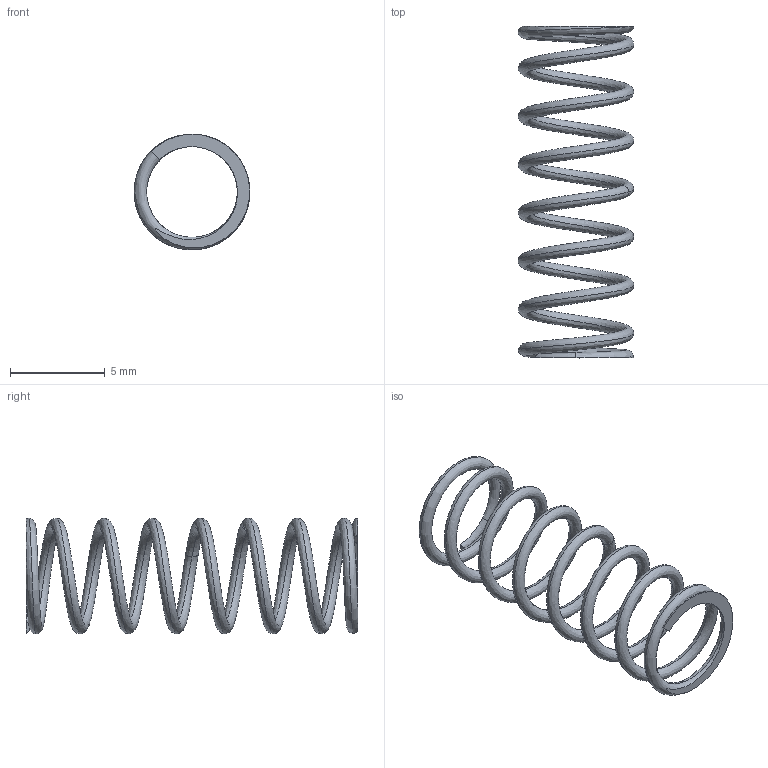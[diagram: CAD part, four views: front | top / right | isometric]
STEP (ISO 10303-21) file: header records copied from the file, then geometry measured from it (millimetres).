
FILE_DESCRIPTION (( 'STEP AP214' ), '1' );
FILE_NAME ('LeeSpring-LC 026C 06 M.step', '2022-09-20T18:54:15', ( '' ), ( '' ), 'SwSTEP 2.0', 'SolidWorks 2022', '' );
FILE_SCHEMA (( 'AUTOMOTIVE_DESIGN' ));
Length unit declared in the file: inch
Products named in the file (1): LeeSpring-LC 026C 06 M
Bounding box: 6.1 x 17.48 x 6.1 mm (x, y, z)
Volume: 47.3 mm3; surface area: 297.9 mm2
Topology: 1 solids, 1 shells, 10 faces, 22 edges, 14 vertices
Faces by surface type: bspline 6, plane 4
Entity records: 4226 total; most frequent: CARTESIAN_POINT 4005, ORIENTED_EDGE 44, DIRECTION 24, EDGE_CURVE 22, B_SPLINE_CURVE_WITH_KNOTS 14, VERTEX_POINT 14, AXIS2_PLACEMENT_3D 11, EDGE_LOOP 10
